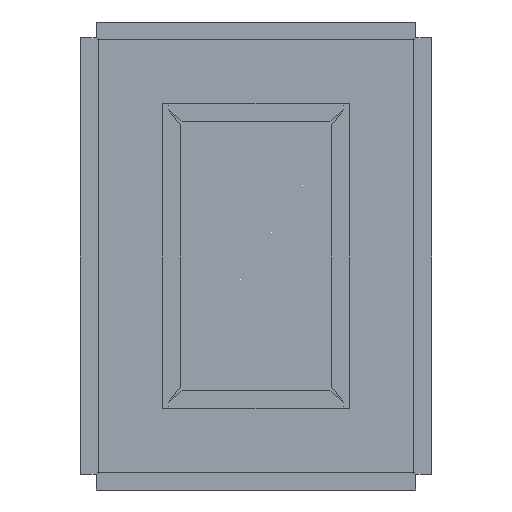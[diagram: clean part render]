
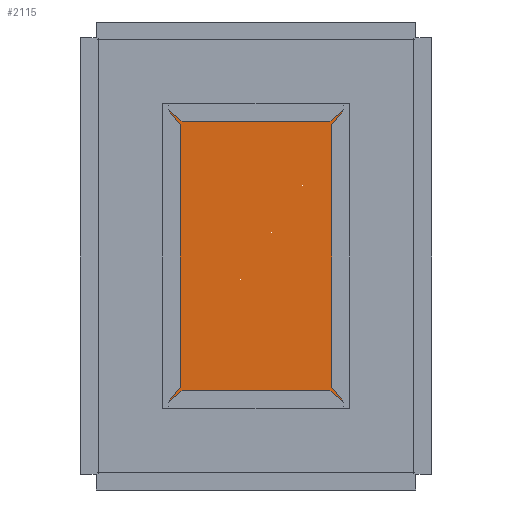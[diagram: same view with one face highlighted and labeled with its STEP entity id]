
A CAD part, front view. The second image highlights one B-rep face of the part: STEP entity #2115.
In plain terms, the highlighted planar face has unit normal (0, -1, 0).
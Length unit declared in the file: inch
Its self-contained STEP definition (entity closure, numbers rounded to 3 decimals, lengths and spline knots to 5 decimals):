
#254 = VECTOR ( 'NONE', #2954, 39.37008 ) ;
#292 = DIRECTION ( 'NONE',  ( 0., 0., -1. ) ) ;
#423 = EDGE_CURVE ( 'NONE', #1491, #491, #3392, .T. ) ;
#491 = VERTEX_POINT ( 'NONE', #5881 ) ;
#497 = CARTESIAN_POINT ( 'NONE',  ( -1.9375, 0.325, 2.9375 ) ) ;
#502 = DIRECTION ( 'NONE',  ( -1., 0., 0. ) ) ;
#539 = CARTESIAN_POINT ( 'NONE',  ( 1.9375, 0.325, 2.9375 ) ) ;
#894 = ORIENTED_EDGE ( 'NONE', *, *, #2286, .F. ) ;
#917 = EDGE_LOOP ( 'NONE', ( #4198, #4461, #894, #4488 ) ) ;
#1077 = AXIS2_PLACEMENT_3D ( 'NONE', #1789, #4106, #292 ) ;
#1491 = VERTEX_POINT ( 'NONE', #3876 ) ;
#1785 = CARTESIAN_POINT ( 'NONE',  ( -1.9375, 0.325, 2.9375 ) ) ;
#1789 = CARTESIAN_POINT ( 'NONE',  ( 1.9375, 0.325, -2.9375 ) ) ;
#1877 = LINE ( 'NONE', #3879, #2072 ) ;
#2072 = VECTOR ( 'NONE', #502, 39.37008 ) ;
#2108 = VERTEX_POINT ( 'NONE', #3671 ) ;
#2115 = ADVANCED_FACE ( 'NONE', ( #3641 ), #2676, .F. ) ;
#2242 = VECTOR ( 'NONE', #4344, 39.37008 ) ;
#2286 = EDGE_CURVE ( 'NONE', #491, #2108, #1877, .T. ) ;
#2412 = DIRECTION ( 'NONE',  ( 0., 0., 1. ) ) ;
#2446 = LINE ( 'NONE', #5278, #5825 ) ;
#2676 = PLANE ( 'NONE',  #1077 ) ;
#2954 = DIRECTION ( 'NONE',  ( 0., 0., -1. ) ) ;
#3392 = LINE ( 'NONE', #539, #254 ) ;
#3641 = FACE_OUTER_BOUND ( 'NONE', #917, .T. ) ;
#3671 = CARTESIAN_POINT ( 'NONE',  ( -1.9375, 0.325, -2.9375 ) ) ;
#3876 = CARTESIAN_POINT ( 'NONE',  ( 1.9375, 0.325, 2.9375 ) ) ;
#3879 = CARTESIAN_POINT ( 'NONE',  ( 1.9375, 0.325, -2.9375 ) ) ;
#4106 = DIRECTION ( 'NONE',  ( 0., 1., 0. ) ) ;
#4198 = ORIENTED_EDGE ( 'NONE', *, *, #4966, .F. ) ;
#4344 = DIRECTION ( 'NONE',  ( 1., 0., 0. ) ) ;
#4461 = ORIENTED_EDGE ( 'NONE', *, *, #4580, .F. ) ;
#4488 = ORIENTED_EDGE ( 'NONE', *, *, #423, .F. ) ;
#4580 = EDGE_CURVE ( 'NONE', #2108, #4690, #2446, .T. ) ;
#4690 = VERTEX_POINT ( 'NONE', #1785 ) ;
#4838 = LINE ( 'NONE', #497, #2242 ) ;
#4966 = EDGE_CURVE ( 'NONE', #4690, #1491, #4838, .T. ) ;
#5278 = CARTESIAN_POINT ( 'NONE',  ( -1.9375, 0.325, -2.9375 ) ) ;
#5825 = VECTOR ( 'NONE', #2412, 39.37008 ) ;
#5881 = CARTESIAN_POINT ( 'NONE',  ( 1.9375, 0.325, -2.9375 ) ) ;
